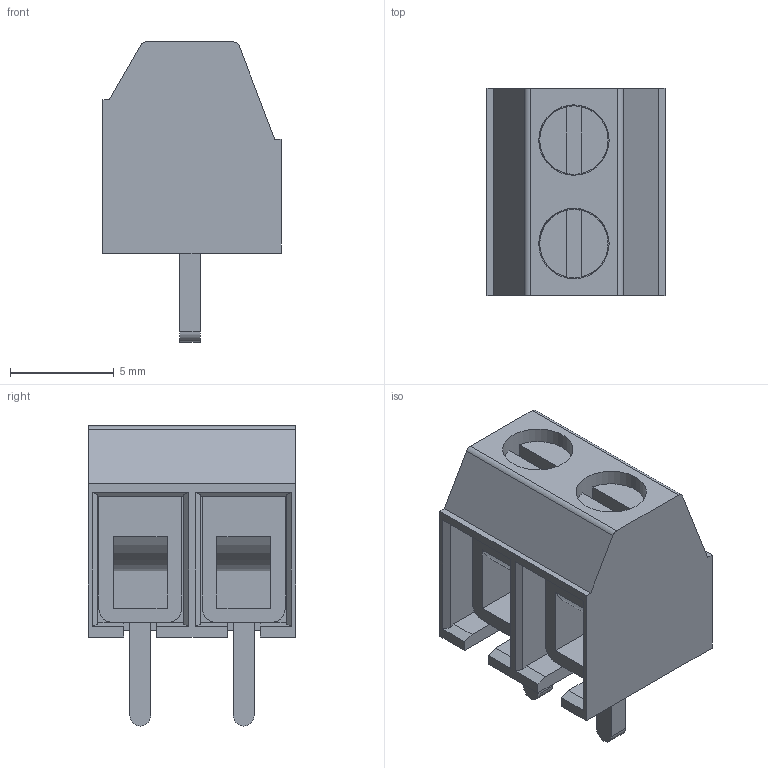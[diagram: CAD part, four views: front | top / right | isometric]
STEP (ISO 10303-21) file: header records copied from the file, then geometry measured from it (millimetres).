
FILE_DESCRIPTION( ( 'STEP AP214' ), '1' );
FILE_NAME( ' ', ' ', ( ' ' ), ( ' ' ), 'PSStep 13.0', 'VISI 18.0', ' ' );
FILE_SCHEMA( ( 'AUTOMOTIVE_DESIGN { 1 0 10303 214 1 1 1 1 }' ) );
Length unit declared in the file: millimetre
Products named in the file (1): 1
Bounding box: 8.6 x 10 x 14.5 mm (x, y, z)
Volume: 542.4 mm3; surface area: 1238 mm2
Topology: 1 solids, 3 shells, 140 faces, 374 edges, 250 vertices
Faces by surface type: plane 120, cylinder 18, torus 2
Full cylindrical faces by diameter (mm): 2.5 x2, 3.3 x2, 3.4 x2
Entity records: 5368 total; most frequent: CARTESIAN_POINT 745, ORIENTED_EDGE 720, DIRECTION 698, EDGE_CURVE 360, LINE 304, VECTOR 304, VERTEX_POINT 244, AXIS2_PLACEMENT_3D 197
